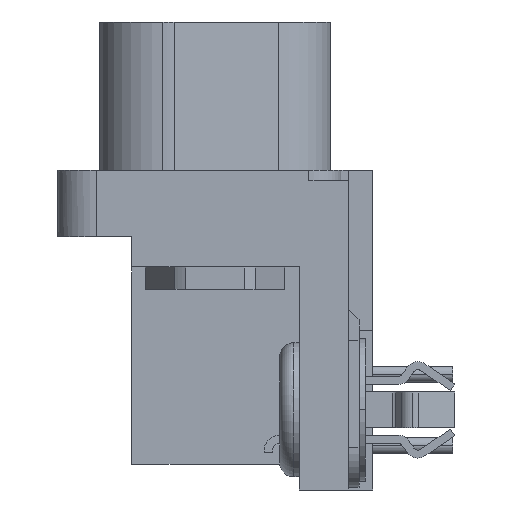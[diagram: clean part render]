
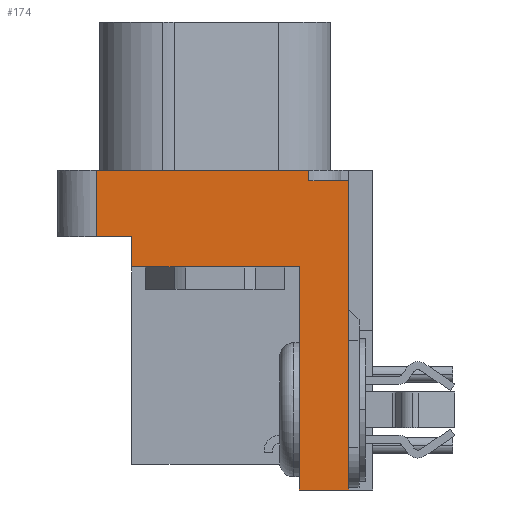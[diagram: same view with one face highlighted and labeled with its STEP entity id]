
A CAD part, left-side view. The second image highlights one B-rep face of the part: STEP entity #174.
In plain terms, the highlighted planar face has unit normal (-1, 0, 0).
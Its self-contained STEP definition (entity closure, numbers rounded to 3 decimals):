
#174=ADVANCED_FACE('',(#918),#919,.F.);
#918=FACE_OUTER_BOUND('',#2098,.T.);
#919=PLANE('',#2099);
#2098=EDGE_LOOP('',(#4235,#4236,#4237,#4238,#4239,#4240,#4241,#4242,#4243,#4244));
#2099=AXIS2_PLACEMENT_3D('',#4245,#4246,#4247);
#4235=ORIENTED_EDGE('',*,*,#7978,.T.);
#4236=ORIENTED_EDGE('',*,*,#7716,.F.);
#4237=ORIENTED_EDGE('',*,*,#7973,.T.);
#4238=ORIENTED_EDGE('',*,*,#7977,.T.);
#4239=ORIENTED_EDGE('',*,*,#7918,.F.);
#4240=ORIENTED_EDGE('',*,*,#7885,.F.);
#4241=ORIENTED_EDGE('',*,*,#7824,.F.);
#4242=ORIENTED_EDGE('',*,*,#7752,.F.);
#4243=ORIENTED_EDGE('',*,*,#7547,.T.);
#4244=ORIENTED_EDGE('',*,*,#7677,.T.);
#4245=CARTESIAN_POINT('',(-26.543,0.0,0.0));
#4246=DIRECTION('',(1.0,0.0,0.0));
#4247=DIRECTION('',(0.0,1.0,0.0));
#7547=EDGE_CURVE('',#9195,#9196,#9197,.T.);
#7677=EDGE_CURVE('',#9196,#9437,#9438,.T.);
#7716=EDGE_CURVE('',#9500,#9502,#9503,.T.);
#7752=EDGE_CURVE('',#9195,#9561,#9562,.T.);
#7824=EDGE_CURVE('',#9561,#9697,#9698,.T.);
#7885=EDGE_CURVE('',#9697,#9811,#9812,.T.);
#7918=EDGE_CURVE('',#9811,#9875,#9876,.T.);
#7973=EDGE_CURVE('',#9500,#9966,#9967,.T.);
#7977=EDGE_CURVE('',#9966,#9875,#9972,.T.);
#7978=EDGE_CURVE('',#9437,#9502,#9973,.T.);
#9195=VERTEX_POINT('',#11611);
#9196=VERTEX_POINT('',#11612);
#9197=LINE('',#11613,#11614);
#9437=VERTEX_POINT('',#11925);
#9438=LINE('',#11926,#11927);
#9500=VERTEX_POINT('',#12013);
#9502=VERTEX_POINT('',#12015);
#9503=LINE('',#12016,#12017);
#9561=VERTEX_POINT('',#12102);
#9562=LINE('',#12103,#12104);
#9697=VERTEX_POINT('',#12260);
#9698=LINE('',#12261,#12262);
#9811=VERTEX_POINT('',#12399);
#9812=LINE('',#12400,#12401);
#9875=VERTEX_POINT('',#12480);
#9876=LINE('',#12481,#12482);
#9966=VERTEX_POINT('',#12623);
#9967=LINE('',#12624,#12625);
#9972=LINE('',#12632,#12633);
#9973=LINE('',#12634,#12635);
#11611=CARTESIAN_POINT('',(-26.543,-5.309,-18.603));
#11612=CARTESIAN_POINT('',(-26.543,-5.309,-6.309));
#11613=CARTESIAN_POINT('',(-26.543,-5.309,-18.603));
#11614=VECTOR('',#14667,12.294);
#11925=CARTESIAN_POINT('',(-26.543,-3.734,-6.309));
#11926=CARTESIAN_POINT('',(-26.543,-5.309,-6.309));
#11927=VECTOR('',#14913,1.574);
#12013=CARTESIAN_POINT('',(-26.543,4.699,-5.893));
#12015=CARTESIAN_POINT('',(-26.543,-3.734,-5.893));
#12016=CARTESIAN_POINT('',(-26.543,4.699,-5.893));
#12017=VECTOR('',#14980,8.433);
#12102=CARTESIAN_POINT('',(-26.543,-3.353,-18.603));
#12103=CARTESIAN_POINT('',(-26.543,-5.309,-18.603));
#12104=VECTOR('',#15032,1.956);
#12260=CARTESIAN_POINT('',(-26.543,-3.353,-9.738));
#12261=CARTESIAN_POINT('',(-26.543,-3.353,-18.603));
#12262=VECTOR('',#15204,8.865);
#12399=CARTESIAN_POINT('',(-26.543,3.302,-9.738));
#12400=CARTESIAN_POINT('',(-26.543,-3.353,-9.738));
#12401=VECTOR('',#15337,6.655);
#12480=CARTESIAN_POINT('',(-26.543,3.302,-8.545));
#12481=CARTESIAN_POINT('',(-26.543,3.302,-9.738));
#12482=VECTOR('',#15402,1.194);
#12623=CARTESIAN_POINT('',(-26.543,4.699,-8.545));
#12624=CARTESIAN_POINT('',(-26.543,4.699,-5.893));
#12625=VECTOR('',#15463,2.652);
#12632=CARTESIAN_POINT('',(-26.543,4.699,-8.545));
#12633=VECTOR('',#15469,1.397);
#12634=CARTESIAN_POINT('',(-26.543,-3.734,-6.309));
#12635=VECTOR('',#15470,0.417);
#14667=DIRECTION('',(0.0,0.0,1.0));
#14913=DIRECTION('',(0.0,1.0,0.0));
#14980=DIRECTION('',(0.0,-1.0,0.0));
#15032=DIRECTION('',(0.0,1.0,0.0));
#15204=DIRECTION('',(0.0,0.0,1.0));
#15337=DIRECTION('',(0.0,1.0,0.0));
#15402=DIRECTION('',(0.0,0.0,1.0));
#15463=DIRECTION('',(0.0,0.0,-1.0));
#15469=DIRECTION('',(0.0,-1.0,0.0));
#15470=DIRECTION('',(0.0,0.,1.0));
